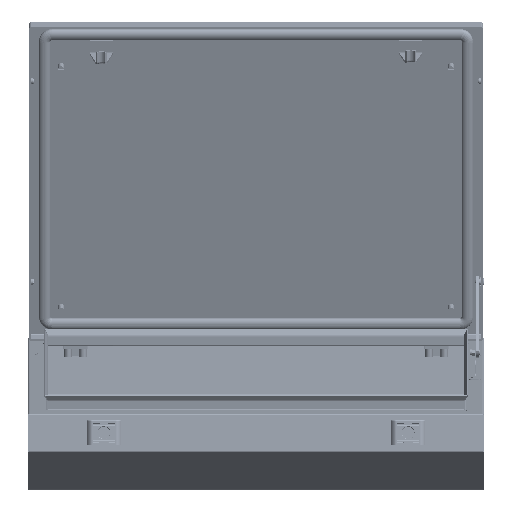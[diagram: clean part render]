
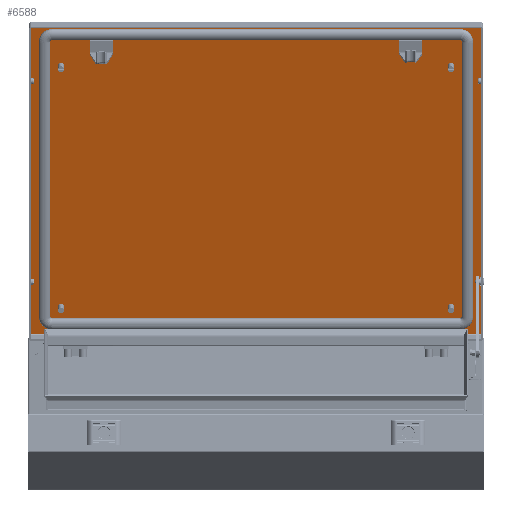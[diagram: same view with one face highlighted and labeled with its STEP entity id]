
A CAD part, front view. The second image highlights one B-rep face of the part: STEP entity #6588.
In plain terms, the highlighted face is planar.
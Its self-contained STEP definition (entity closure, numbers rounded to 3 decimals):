
#4849 = LINE ( 'NONE', #11553, #4862 ) ;
#4862 = VECTOR ( 'NONE', #11589, 1000. ) ;
#5246 = LINE ( 'NONE', #12705, #5254 ) ;
#5254 = VECTOR ( 'NONE', #12712, 1000. ) ;
#5883 = LINE ( 'NONE', #26663, #5968 ) ;
#5968 = VECTOR ( 'NONE', #26694, 1000. ) ;
#6007 = LINE ( 'NONE', #26738, #6012 ) ;
#6012 = VECTOR ( 'NONE', #26739, 1000. ) ;
#6588 = ADVANCED_FACE ( 'NONE', ( #110825 ), #29844, .T. ) ;
#11553 = CARTESIAN_POINT ( 'NONE',  ( 218.5, 295.5, 2. ) ) ;
#11589 = DIRECTION ( 'NONE',  ( 0., -1., 0. ) ) ;
#12705 = CARTESIAN_POINT ( 'NONE',  ( 219.5, -295.5, 2. ) ) ;
#12712 = DIRECTION ( 'NONE',  ( -1., 0., 0. ) ) ;
#26663 = CARTESIAN_POINT ( 'NONE',  ( -219.5, 295.5, 2. ) ) ;
#26694 = DIRECTION ( 'NONE',  ( 1., 0., 0. ) ) ;
#26738 = CARTESIAN_POINT ( 'NONE',  ( -218.5, -295.5, 2. ) ) ;
#26739 = DIRECTION ( 'NONE',  ( 0., 1., 0. ) ) ;
#29841 = DIRECTION ( 'NONE',  ( 1., 0., 0. ) ) ;
#29842 = DIRECTION ( 'NONE',  ( 0., 0., 1. ) ) ;
#29844 = PLANE ( 'NONE',  #93665 ) ;
#29930 = CARTESIAN_POINT ( 'NONE',  ( -219.5, -296.5, 2. ) ) ;
#44577 = ORIENTED_EDGE ( 'NONE', *, *, #109320, .F. ) ;
#44598 = ORIENTED_EDGE ( 'NONE', *, *, #109335, .F. ) ;
#44788 = EDGE_LOOP ( 'NONE', ( #70687, #72232, #44577, #44598 ) ) ;
#48981 = VERTEX_POINT ( 'NONE', #149824 ) ;
#49329 = VERTEX_POINT ( 'NONE', #150071 ) ;
#49662 = VERTEX_POINT ( 'NONE', #150301 ) ;
#49995 = VERTEX_POINT ( 'NONE', #150711 ) ;
#70687 = ORIENTED_EDGE ( 'NONE', *, *, #109081, .F. ) ;
#72232 = ORIENTED_EDGE ( 'NONE', *, *, #108986, .F. ) ;
#93665 = AXIS2_PLACEMENT_3D ( 'NONE', #29930, #29842, #29841 ) ;
#108986 = EDGE_CURVE ( 'NONE', #49995, #49662, #4849, .T. ) ;
#109081 = EDGE_CURVE ( 'NONE', #49662, #49329, #5246, .T. ) ;
#109320 = EDGE_CURVE ( 'NONE', #48981, #49995, #5883, .T. ) ;
#109335 = EDGE_CURVE ( 'NONE', #49329, #48981, #6007, .T. ) ;
#110825 = FACE_OUTER_BOUND ( 'NONE', #44788, .T. ) ;
#149824 = CARTESIAN_POINT ( 'NONE',  ( -218.5, 295.5, 2. ) ) ;
#150071 = CARTESIAN_POINT ( 'NONE',  ( -218.5, -295.5, 2. ) ) ;
#150301 = CARTESIAN_POINT ( 'NONE',  ( 218.5, -295.5, 2. ) ) ;
#150711 = CARTESIAN_POINT ( 'NONE',  ( 218.5, 295.5, 2. ) ) ;
